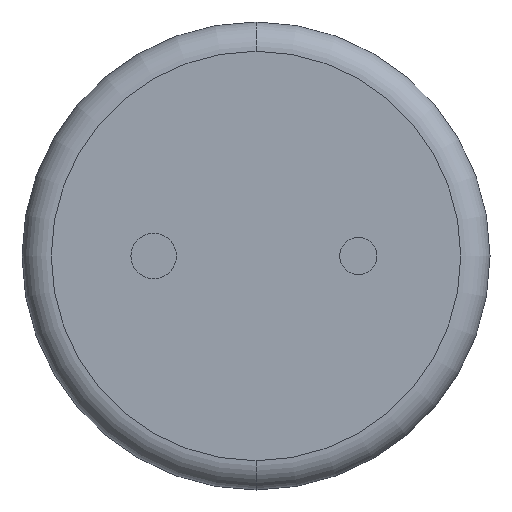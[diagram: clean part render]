
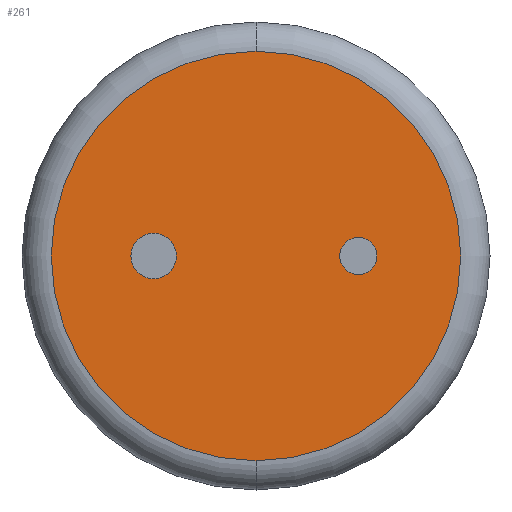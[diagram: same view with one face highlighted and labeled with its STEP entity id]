
A CAD part, front view. The second image highlights one B-rep face of the part: STEP entity #261.
In plain terms, the highlighted planar face has unit normal (0, -1, 0).
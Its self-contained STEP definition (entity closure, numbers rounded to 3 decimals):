
#25 = EDGE_CURVE ( 'NONE', #313, #398, #853, .T. ) ;
#43 = VERTEX_POINT ( 'NONE', #384 ) ;
#58 = DIRECTION ( 'NONE',  ( 0., 0., 1. ) ) ;
#61 = CARTESIAN_POINT ( 'NONE',  ( 0., 0., 0. ) ) ;
#67 = DIRECTION ( 'NONE',  ( 0., 0., 1. ) ) ;
#75 = CARTESIAN_POINT ( 'NONE',  ( 1.75, 0., 0. ) ) ;
#111 = ORIENTED_EDGE ( 'NONE', *, *, #430, .F. ) ;
#116 = DIRECTION ( 'NONE',  ( 0., 1., 0. ) ) ;
#133 = DIRECTION ( 'NONE',  ( 0., -1., 0. ) ) ;
#134 = DIRECTION ( 'NONE',  ( 0., 0., 1. ) ) ;
#149 = CIRCLE ( 'NONE', #246, 0.318 ) ;
#159 = CIRCLE ( 'NONE', #766, 3.5 ) ;
#182 = CARTESIAN_POINT ( 'NONE',  ( 0., 0., -3.5 ) ) ;
#185 = CIRCLE ( 'NONE', #284, 0.318 ) ;
#199 = AXIS2_PLACEMENT_3D ( 'NONE', #783, #422, #134 ) ;
#228 = CARTESIAN_POINT ( 'NONE',  ( 0., 0., 0. ) ) ;
#246 = AXIS2_PLACEMENT_3D ( 'NONE', #75, #715, #433 ) ;
#258 = PLANE ( 'NONE',  #894 ) ;
#261 = ADVANCED_FACE ( 'NONE', ( #787, #631, #832 ), #258, .F. ) ;
#270 = CARTESIAN_POINT ( 'NONE',  ( 0., 0., 0. ) ) ;
#280 = ORIENTED_EDGE ( 'NONE', *, *, #441, .F. ) ;
#284 = AXIS2_PLACEMENT_3D ( 'NONE', #292, #573, #656 ) ;
#292 = CARTESIAN_POINT ( 'NONE',  ( 1.75, 0., 0. ) ) ;
#298 = DIRECTION ( 'NONE',  ( 0., 0., 1. ) ) ;
#313 = VERTEX_POINT ( 'NONE', #837 ) ;
#328 = ORIENTED_EDGE ( 'NONE', *, *, #25, .T. ) ;
#345 = CIRCLE ( 'NONE', #906, 0.388 ) ;
#346 = CARTESIAN_POINT ( 'NONE',  ( 1.75, 0., 0.318 ) ) ;
#384 = CARTESIAN_POINT ( 'NONE',  ( -1.75, 0., -0.388 ) ) ;
#398 = VERTEX_POINT ( 'NONE', #182 ) ;
#422 = DIRECTION ( 'NONE',  ( 0., -1., 0. ) ) ;
#424 = EDGE_LOOP ( 'NONE', ( #111, #280 ) ) ;
#430 = EDGE_CURVE ( 'NONE', #851, #43, #739, .T. ) ;
#433 = DIRECTION ( 'NONE',  ( 0., 0., 1. ) ) ;
#441 = EDGE_CURVE ( 'NONE', #43, #851, #345, .T. ) ;
#462 = DIRECTION ( 'NONE',  ( 0., -1., 0. ) ) ;
#481 = EDGE_CURVE ( 'NONE', #737, #852, #185, .T. ) ;
#485 = ORIENTED_EDGE ( 'NONE', *, *, #604, .T. ) ;
#500 = CARTESIAN_POINT ( 'NONE',  ( -1.75, 0., 0. ) ) ;
#510 = DIRECTION ( 'NONE',  ( 0., -1., 0. ) ) ;
#528 = EDGE_CURVE ( 'NONE', #852, #737, #149, .T. ) ;
#573 = DIRECTION ( 'NONE',  ( 0., -1., 0. ) ) ;
#591 = CARTESIAN_POINT ( 'NONE',  ( -1.75, 0., 0.388 ) ) ;
#604 = EDGE_CURVE ( 'NONE', #398, #313, #159, .T. ) ;
#620 = EDGE_LOOP ( 'NONE', ( #328, #485 ) ) ;
#627 = ORIENTED_EDGE ( 'NONE', *, *, #528, .F. ) ;
#629 = DIRECTION ( 'NONE',  ( 0., 0., 1. ) ) ;
#631 = FACE_BOUND ( 'NONE', #424, .T. ) ;
#656 = DIRECTION ( 'NONE',  ( 0., 0., 1. ) ) ;
#669 = CARTESIAN_POINT ( 'NONE',  ( 1.75, 0., -0.318 ) ) ;
#715 = DIRECTION ( 'NONE',  ( 0., -1., 0. ) ) ;
#726 = ORIENTED_EDGE ( 'NONE', *, *, #481, .F. ) ;
#737 = VERTEX_POINT ( 'NONE', #346 ) ;
#739 = CIRCLE ( 'NONE', #199, 0.388 ) ;
#766 = AXIS2_PLACEMENT_3D ( 'NONE', #228, #462, #298 ) ;
#770 = EDGE_LOOP ( 'NONE', ( #726, #627 ) ) ;
#783 = CARTESIAN_POINT ( 'NONE',  ( -1.75, 0., 0. ) ) ;
#787 = FACE_OUTER_BOUND ( 'NONE', #620, .T. ) ;
#832 = FACE_BOUND ( 'NONE', #770, .T. ) ;
#837 = CARTESIAN_POINT ( 'NONE',  ( 0., 0., 3.5 ) ) ;
#851 = VERTEX_POINT ( 'NONE', #591 ) ;
#852 = VERTEX_POINT ( 'NONE', #669 ) ;
#853 = CIRCLE ( 'NONE', #858, 3.5 ) ;
#858 = AXIS2_PLACEMENT_3D ( 'NONE', #61, #133, #629 ) ;
#894 = AXIS2_PLACEMENT_3D ( 'NONE', #270, #116, #58 ) ;
#906 = AXIS2_PLACEMENT_3D ( 'NONE', #500, #510, #67 ) ;
